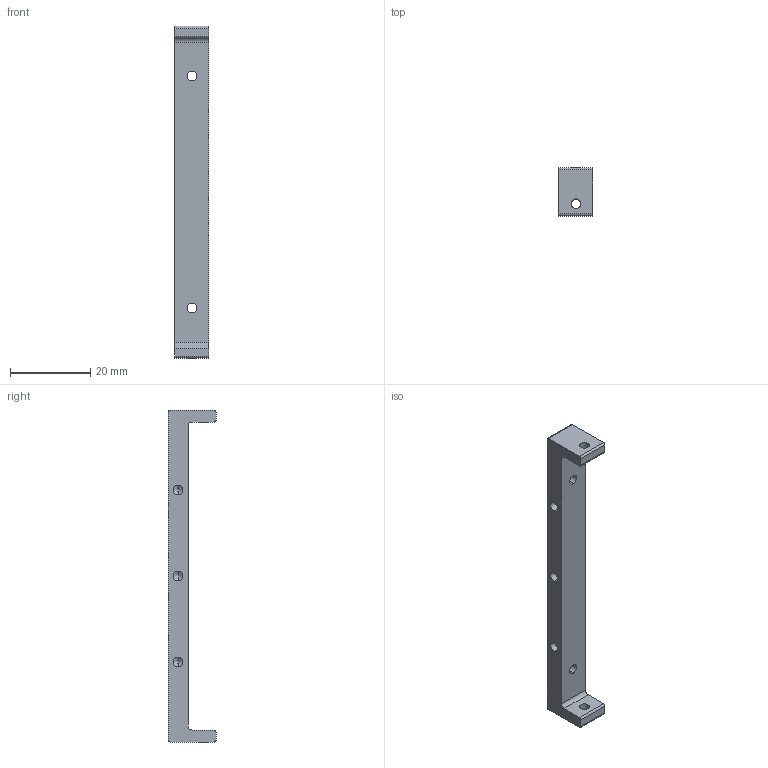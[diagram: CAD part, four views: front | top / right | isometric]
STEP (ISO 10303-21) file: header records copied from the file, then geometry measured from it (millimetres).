
FILE_DESCRIPTION (( 'STEP AP203' ), '1' );
FILE_NAME ('Cubesat-Struct-Int-Frame-Side02.STEP', '2015-07-03T13:26:54', ( '' ), ( '' ), 'SwSTEP 2.0', 'SolidWorks 2013', '' );
FILE_SCHEMA (( 'CONFIG_CONTROL_DESIGN' ));
Length unit declared in the file: millimetre
Products named in the file (1): Cubesat-Struct-Int-Frame-Side02
Bounding box: 8.5 x 12 x 83 mm (x, y, z)
Volume: 3699 mm3; surface area: 2899.1 mm2
Topology: 1 solids, 1 shells, 46 faces, 122 edges, 73 vertices
Faces by surface type: cylinder 26, cone 10, plane 10
Entity records: 1461 total; most frequent: DIRECTION 258, CARTESIAN_POINT 232, ORIENTED_EDGE 224, EDGE_CURVE 112, AXIS2_PLACEMENT_3D 99, VERTEX_POINT 73, LINE 60, VECTOR 60
